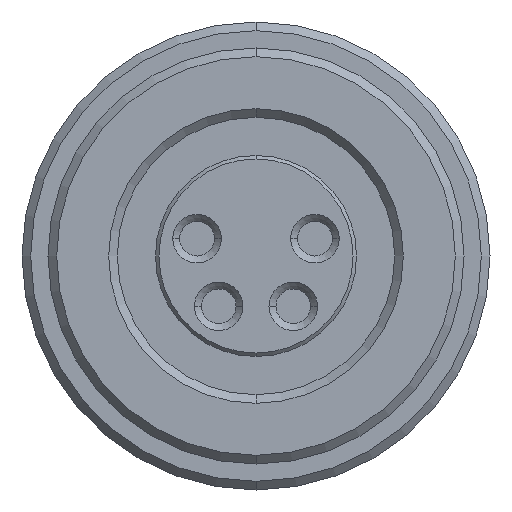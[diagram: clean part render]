
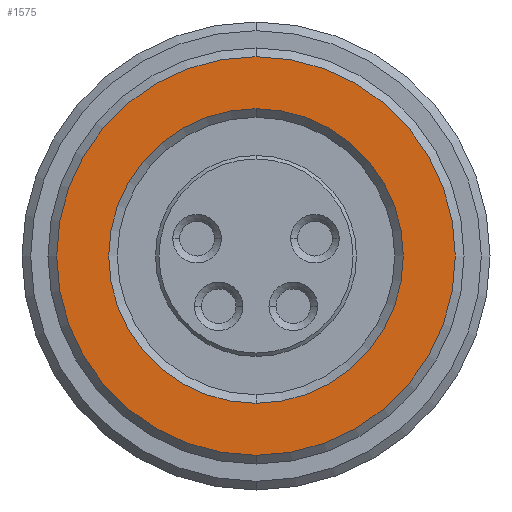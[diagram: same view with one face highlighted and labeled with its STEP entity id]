
A CAD part, front view. The second image highlights one B-rep face of the part: STEP entity #1575.
In plain terms, the highlighted planar face has unit normal (0, -1, 0).
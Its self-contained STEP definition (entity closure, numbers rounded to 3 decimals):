
#677=CARTESIAN_POINT('',(0.0,-6.5,5.75));
#678=VERTEX_POINT('',#677);
#685=CARTESIAN_POINT('',(0.,-6.5,-5.75));
#686=VERTEX_POINT('',#685);
#687=CARTESIAN_POINT('',(0.0,-6.5,0.));
#688=DIRECTION('',(0.0,1.0,0.0));
#689=DIRECTION('',(0.0,0.0,1.0));
#690=AXIS2_PLACEMENT_3D('',#687,#688,#689);
#691=CIRCLE('',#690,5.75);
#692=EDGE_CURVE('',#678,#686,#691,.T.);
#709=CARTESIAN_POINT('',(0.0,-6.5,4.25));
#710=VERTEX_POINT('',#709);
#719=CARTESIAN_POINT('',(0.,-6.5,-4.25));
#720=VERTEX_POINT('',#719);
#721=CARTESIAN_POINT('',(0.0,-6.5,0.));
#722=DIRECTION('',(0.0,1.0,0.0));
#723=DIRECTION('',(0.0,0.0,1.0));
#724=AXIS2_PLACEMENT_3D('',#721,#722,#723);
#725=CIRCLE('',#724,4.25);
#726=EDGE_CURVE('',#720,#710,#725,.T.);
#1546=CARTESIAN_POINT('',(0.0,-6.5,0.));
#1547=DIRECTION('',(0.0,1.0,0.0));
#1548=DIRECTION('',(0.0,0.0,1.0));
#1549=AXIS2_PLACEMENT_3D('',#1546,#1547,#1548);
#1550=CIRCLE('',#1549,4.25);
#1551=EDGE_CURVE('',#710,#720,#1550,.T.);
#1556=CARTESIAN_POINT('',(0.0,-6.5,5.0));
#1557=DIRECTION('',(0.0,-1.0,0.0));
#1558=DIRECTION('',(0.0,0.0,-1.0));
#1559=AXIS2_PLACEMENT_3D('',#1556,#1557,#1558);
#1560=PLANE('',#1559);
#1561=ORIENTED_EDGE('',*,*,#692,.F.);
#1562=CARTESIAN_POINT('',(0.0,-6.5,0.));
#1563=DIRECTION('',(0.0,1.0,0.0));
#1564=DIRECTION('',(0.0,0.0,1.0));
#1565=AXIS2_PLACEMENT_3D('',#1562,#1563,#1564);
#1566=CIRCLE('',#1565,5.75);
#1567=EDGE_CURVE('',#686,#678,#1566,.T.);
#1568=ORIENTED_EDGE('',*,*,#1567,.F.);
#1569=EDGE_LOOP('',(#1561,#1568));
#1570=FACE_OUTER_BOUND('',#1569,.T.);
#1571=ORIENTED_EDGE('',*,*,#1551,.T.);
#1572=ORIENTED_EDGE('',*,*,#726,.T.);
#1573=EDGE_LOOP('',(#1571,#1572));
#1574=FACE_BOUND('',#1573,.T.);
#1575=ADVANCED_FACE('',(#1570,#1574),#1560,.T.);
